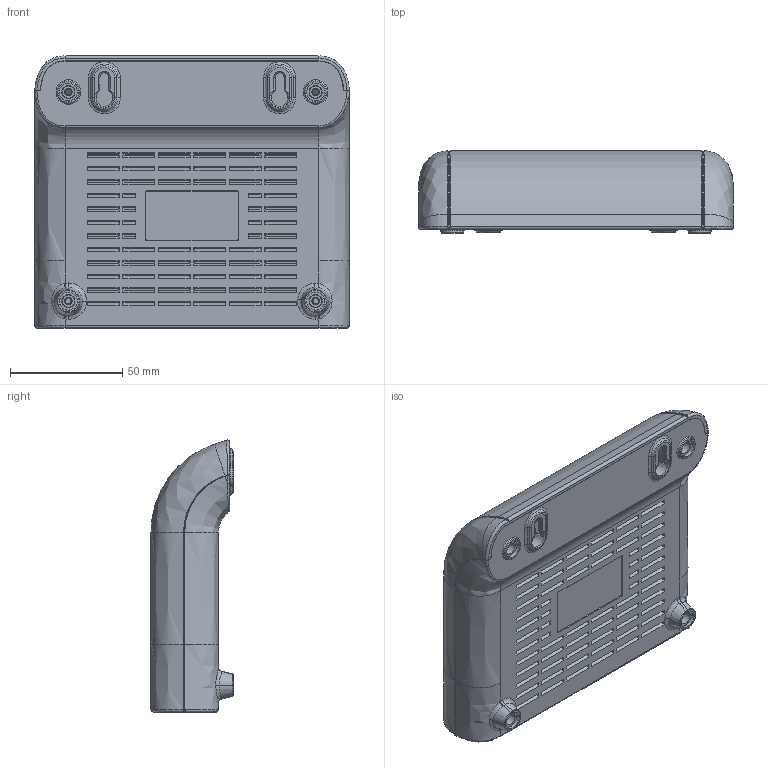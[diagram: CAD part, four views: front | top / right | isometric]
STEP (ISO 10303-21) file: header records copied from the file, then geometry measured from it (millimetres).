
FILE_DESCRIPTION((''),'2;1');
FILE_NAME('ALLL_LYQ-B_ASM','2014-02-12T',('DELL'),(''),'PRO/ENGINEER BY PARAMETRIC TECHNOLOGY CORPORATION, 2009141','PRO/ENGINEER BY PARAMETRIC TECHNOLOGY CORPORATION, 2009141','');
FILE_SCHEMA(('CONFIG_CONTROL_DESIGN'));
Length unit declared in the file: millimetre
Products named in the file (5): BACK_A; BACK-B; BACK_ASM; FRONT-A-0305; ALLL_LYQ-B_ASM
Assembly tree (4 placements, depth 3):
  ALLL_LYQ-B_ASM
    BACK_ASM
      BACK_A
      BACK-B
    FRONT-A-0305
Bounding box: 140 x 36.5 x 121.1 mm (x, y, z)
Volume: 104456.8 mm3; surface area: 99726.1 mm2
Topology: 3 solids, 3 shells, 1415 faces, 3762 edges, 2391 vertices
Faces by surface type: plane 1036, bspline 139, cone 110, cylinder 88, torus 28, extrusion 10, sphere 4
Entity records: 59396 total; most frequent: CARTESIAN_POINT 15843, ORIENTED_EDGE 7524, DIRECTION 6193, EDGE_CURVE 3762, PRESENTATION_STYLE_ASSIGNMENT 2988, STYLED_ITEM 2988, CURVE_STYLE 2986, VECTOR 2911
